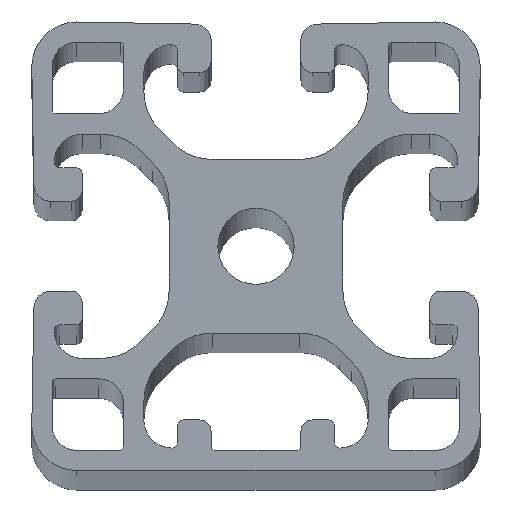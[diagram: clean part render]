
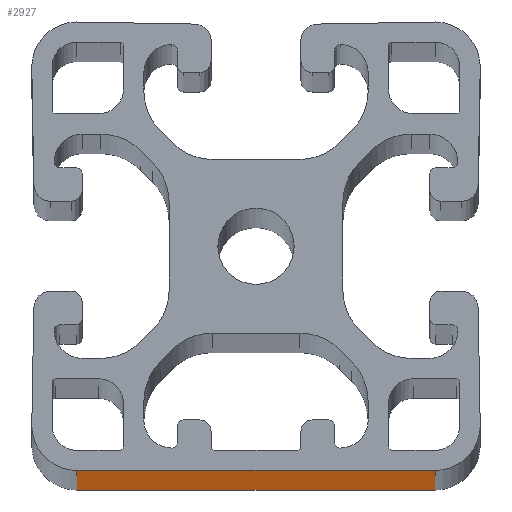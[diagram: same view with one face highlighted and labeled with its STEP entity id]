
A CAD part, top view. The second image highlights one B-rep face of the part: STEP entity #2927.
In plain terms, the highlighted planar face has unit normal (0, -1, 0).
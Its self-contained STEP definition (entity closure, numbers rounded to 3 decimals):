
#400=FACE_OUTER_BOUND($,#546,.T.);
#546=EDGE_LOOP($,(#2410,#2411,#2412,#2413));
#836=LINE($,#4969,#1116);
#837=LINE($,#4972,#1117);
#838=LINE($,#4974,#1118);
#839=LINE($,#4975,#1119);
#1116=VECTOR($,#4093,1000.);
#1117=VECTOR($,#4096,32.);
#1118=VECTOR($,#4097,32.);
#1119=VECTOR($,#4098,1000.);
#1406=VERTEX_POINT($,#4965);
#1407=VERTEX_POINT($,#4967);
#1408=VERTEX_POINT($,#4971);
#1409=VERTEX_POINT($,#4973);
#1836=EDGE_CURVE($,#1406,#1407,#836,.T.);
#1837=EDGE_CURVE($,#1408,#1406,#837,.T.);
#1838=EDGE_CURVE($,#1409,#1407,#838,.T.);
#1839=EDGE_CURVE($,#1408,#1409,#839,.T.);
#2410=ORIENTED_EDGE($,*,*,#1837,.T.);
#2411=ORIENTED_EDGE($,*,*,#1836,.T.);
#2412=ORIENTED_EDGE($,*,*,#1838,.F.);
#2413=ORIENTED_EDGE($,*,*,#1839,.F.);
#2782=PLANE($,#3227);
#2927=ADVANCED_FACE($,(#400),#2782,.T.);
#3227=AXIS2_PLACEMENT_3D($,#4970,#4094,#4095);
#4093=DIRECTION($,(0.,0.,1.));
#4094=DIRECTION('center_axis',(0.,-1.,0.));
#4095=DIRECTION('ref_axis',(1.,0.,0.));
#4096=DIRECTION($,(1.,0.,0.));
#4097=DIRECTION($,(1.,0.,0.));
#4098=DIRECTION($,(0.,0.,1.));
#4965=CARTESIAN_POINT('',(32.,0.,0.));
#4967=CARTESIAN_POINT('',(32.,0.,1000.));
#4969=CARTESIAN_POINT($,(32.,0.,0.));
#4970=CARTESIAN_POINT('Origin',(0.,0.,0.));
#4971=CARTESIAN_POINT('',(0.,0.,0.));
#4972=CARTESIAN_POINT($,(0.,0.,0.));
#4973=CARTESIAN_POINT('',(0.,0.,1000.));
#4974=CARTESIAN_POINT($,(0.,0.,1000.));
#4975=CARTESIAN_POINT($,(0.,0.,0.));
